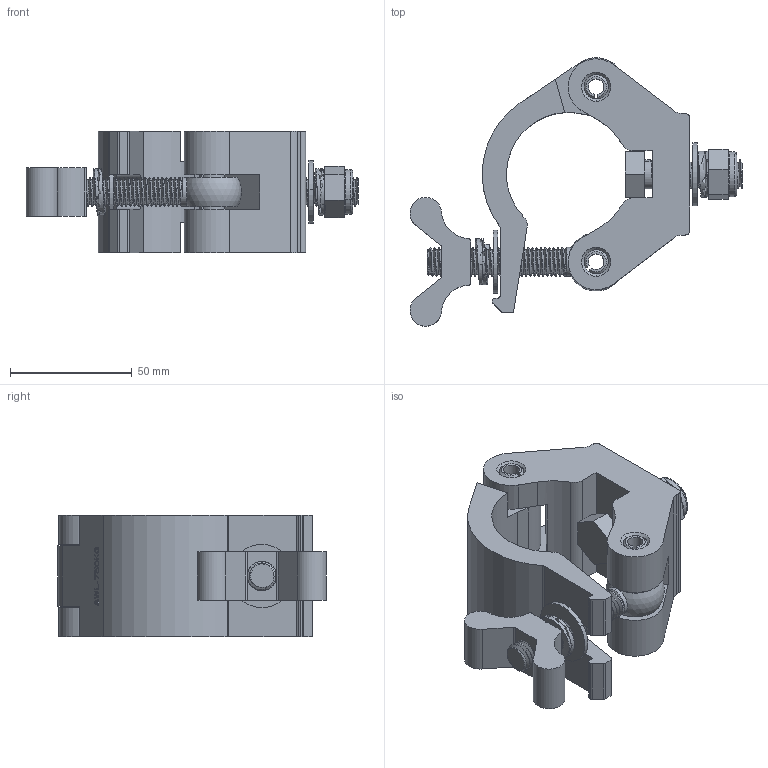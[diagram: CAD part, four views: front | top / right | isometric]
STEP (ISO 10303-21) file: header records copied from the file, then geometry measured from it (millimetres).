
FILE_DESCRIPTION(/* description */ ('50mm Extra Heavy Duty Clamp for Truss or Tubing'),/* implementation_level */ '2;1');
FILE_NAME(/* name */ 'EVT50C-EHDC.step',/* time_stamp */ '2024-01-24T16:05:59-08:00',/* author */ (''),/* organization */ (''),/* preprocessor_version */ 'ST-DEVELOPER v20',/* originating_system */ 'Autodesk Translation Framework v12.14.0.127',/* authorisation */ '');
FILE_SCHEMA (('AUTOMOTIVE_DESIGN { 1 0 10303 214 3 1 1 }'));
Length unit declared in the file: millimetre
Products named in the file (3): EVT50C-EHDC; EVT50C-EHDC_1; EVT50C-EHDC (1)
Assembly tree (9 placements, depth 2):
  EVT50C-EHDC
    EVT50C-EHDC_1  x8
    EVT50C-EHDC (1)
Bounding box: 136.59 x 110.46 x 50 mm (x, y, z)
Volume: 192921.6 mm3; surface area: 61975 mm2
Topology: 12 solids, 12 shells, 592 faces, 1617 edges, 1063 vertices
Faces by surface type: plane 332, cylinder 182, bspline 42, cone 30, torus 4, sphere 2
Entity records: 30394 total; most frequent: CARTESIAN_POINT 15769, ORIENTED_EDGE 3234, DIRECTION 2650, EDGE_CURVE 1617, LINE 1100, VECTOR 1100, VERTEX_POINT 1063, AXIS2_PLACEMENT_3D 775
